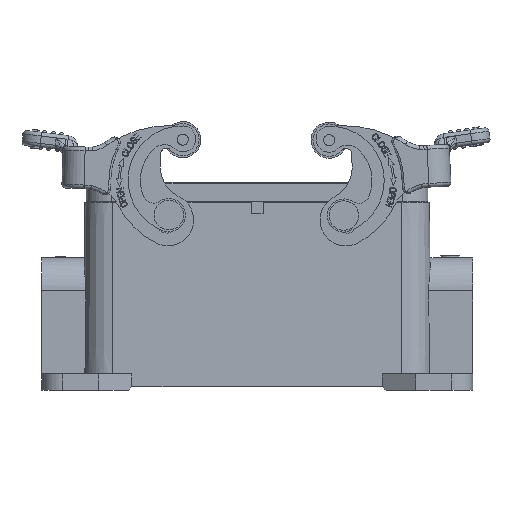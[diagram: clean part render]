
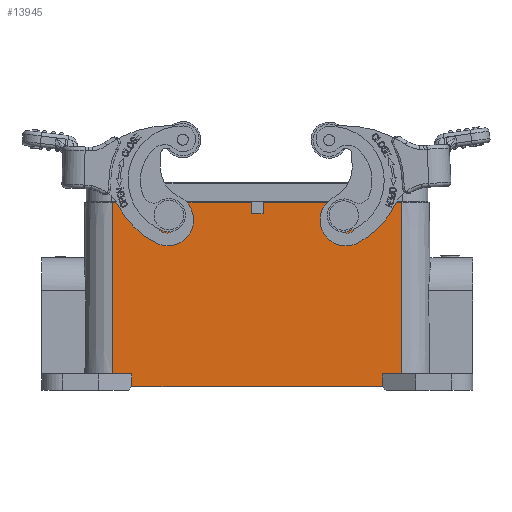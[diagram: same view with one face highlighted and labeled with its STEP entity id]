
A CAD part, front view. The second image highlights one B-rep face of the part: STEP entity #13945.
In plain terms, the highlighted planar face has unit normal (0, -1, 0.009).
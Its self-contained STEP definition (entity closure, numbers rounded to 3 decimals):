
#2274=LINE('',#46863,#4550);
#2275=LINE('',#46865,#4551);
#2287=LINE('',#46908,#4563);
#2292=LINE('',#46929,#4568);
#2299=LINE('',#46964,#4575);
#2328=LINE('',#47039,#4604);
#2331=LINE('',#47053,#4607);
#2338=LINE('',#47069,#4614);
#2472=LINE('',#47566,#4748);
#2485=LINE('',#47600,#4761);
#2487=LINE('',#47604,#4763);
#2488=LINE('',#47610,#4764);
#4550=VECTOR('',#38764,1.);
#4551=VECTOR('',#38767,1.);
#4563=VECTOR('',#38791,1.);
#4568=VECTOR('',#38802,1.);
#4575=VECTOR('',#38821,1.);
#4604=VECTOR('',#38894,1.);
#4607=VECTOR('',#38911,1.);
#4614=VECTOR('',#38922,1.);
#4748=VECTOR('',#39206,1.);
#4761=VECTOR('',#39241,1.);
#4763=VECTOR('',#39245,1.);
#4764=VECTOR('',#39252,1.);
#6637=ELLIPSE('',#35585,1.5,1.5);
#6638=ELLIPSE('',#35586,1.5,1.5);
#13002=PLANE('',#35587);
#13945=ADVANCED_FACE('',(#15977,#15978,#15979),#13002,.T.);
#15977=FACE_BOUND('',#16602,.T.);
#15978=FACE_BOUND('',#16603,.T.);
#15979=FACE_BOUND('',#16604,.T.);
#16602=EDGE_LOOP('',(#19677));
#16603=EDGE_LOOP('',(#19678));
#16604=EDGE_LOOP('',(#19679,#19680,#19681,#19682,#19683,#19684,#19685,#19686,
#19687,#19688,#19689,#19690));
#19677=ORIENTED_EDGE('',*,*,#30422,.T.);
#19678=ORIENTED_EDGE('',*,*,#30423,.T.);
#19679=ORIENTED_EDGE('',*,*,#30419,.T.);
#19680=ORIENTED_EDGE('',*,*,#30402,.T.);
#19681=ORIENTED_EDGE('',*,*,#30220,.F.);
#19682=ORIENTED_EDGE('',*,*,#30212,.T.);
#19683=ORIENTED_EDGE('',*,*,#30205,.F.);
#19684=ORIENTED_EDGE('',*,*,#30424,.T.);
#19685=ORIENTED_EDGE('',*,*,#30167,.F.);
#19686=ORIENTED_EDGE('',*,*,#30155,.T.);
#19687=ORIENTED_EDGE('',*,*,#30147,.T.);
#19688=ORIENTED_EDGE('',*,*,#30131,.T.);
#19689=ORIENTED_EDGE('',*,*,#30130,.F.);
#19690=ORIENTED_EDGE('',*,*,#30421,.F.);
#27154=VERTEX_POINT('',#46860);
#27155=VERTEX_POINT('',#46862);
#27156=VERTEX_POINT('',#46866);
#27169=VERTEX_POINT('',#46909);
#27174=VERTEX_POINT('',#46930);
#27184=VERTEX_POINT('',#46965);
#27205=VERTEX_POINT('',#47034);
#27207=VERTEX_POINT('',#47038);
#27212=VERTEX_POINT('',#47054);
#27219=VERTEX_POINT('',#47070);
#27339=VERTEX_POINT('',#47567);
#27349=VERTEX_POINT('',#47601);
#27350=VERTEX_POINT('',#47607);
#27351=VERTEX_POINT('',#47609);
#30130=EDGE_CURVE('',#27155,#27154,#2274,.T.);
#30131=EDGE_CURVE('',#27156,#27154,#2275,.T.);
#30147=EDGE_CURVE('',#27169,#27156,#2287,.T.);
#30155=EDGE_CURVE('',#27174,#27169,#2292,.T.);
#30167=EDGE_CURVE('',#27174,#27184,#2299,.T.);
#30205=EDGE_CURVE('',#27207,#27205,#2328,.T.);
#30212=EDGE_CURVE('',#27212,#27205,#2331,.T.);
#30220=EDGE_CURVE('',#27212,#27219,#2338,.T.);
#30402=EDGE_CURVE('',#27339,#27219,#2472,.T.);
#30419=EDGE_CURVE('',#27349,#27339,#2485,.T.);
#30421=EDGE_CURVE('',#27349,#27155,#2487,.T.);
#30422=EDGE_CURVE('',#27350,#27350,#6637,.T.);
#30423=EDGE_CURVE('',#27351,#27351,#6638,.T.);
#30424=EDGE_CURVE('',#27207,#27184,#2488,.T.);
#35585=AXIS2_PLACEMENT_3D('',#47606,#39248,#39249);
#35586=AXIS2_PLACEMENT_3D('',#47608,#39250,#39251);
#35587=AXIS2_PLACEMENT_3D('',#47611,#39253,#39254);
#38764=DIRECTION('',(1.,0.,0.));
#38767=DIRECTION('',(0.,-0.009,-1.));
#38791=DIRECTION('',(-1.,0.,0.));
#38802=DIRECTION('',(0.,0.009,1.));
#38821=DIRECTION('',(-1.,0.,0.));
#38894=DIRECTION('',(-1.,0.,0.));
#38911=DIRECTION('',(0.,-0.009,-1.));
#38922=DIRECTION('',(-1.,0.,0.));
#39206=DIRECTION('',(0.,-0.009,-1.));
#39241=DIRECTION('',(-1.,0.,0.));
#39245=DIRECTION('',(0.,-0.009,-1.));
#39248=DIRECTION('',(0.,1.,-0.009));
#39249=DIRECTION('',(0.,0.009,1.));
#39250=DIRECTION('',(0.,1.,-0.009));
#39251=DIRECTION('',(0.,0.009,1.));
#39252=DIRECTION('',(0.,0.009,1.));
#39253=DIRECTION('',(0.,-1.,0.009));
#39254=DIRECTION('',(-1.,0.,0.));
#46860=CARTESIAN_POINT('',(1.6,-21.526,21.5));
#46862=CARTESIAN_POINT('',(-1.6,-21.526,21.5));
#46863=CARTESIAN_POINT('',(-1.6,-21.526,21.5));
#46865=CARTESIAN_POINT('',(1.6,-21.5,24.5));
#46866=CARTESIAN_POINT('',(1.6,-21.5,24.5));
#46908=CARTESIAN_POINT('',(39.25,-21.5,24.5));
#46909=CARTESIAN_POINT('',(39.25,-21.5,24.5));
#46929=CARTESIAN_POINT('',(39.25,-21.906,-22.));
#46930=CARTESIAN_POINT('',(39.25,-21.906,-22.));
#46964=CARTESIAN_POINT('',(39.25,-21.906,-22.));
#46965=CARTESIAN_POINT('',(34.,-21.906,-22.));
#47034=CARTESIAN_POINT('',(-34.,-21.936,-25.5));
#47038=CARTESIAN_POINT('',(34.,-21.936,-25.5));
#47039=CARTESIAN_POINT('',(34.,-21.936,-25.5));
#47053=CARTESIAN_POINT('',(-34.,-21.906,-22.));
#47054=CARTESIAN_POINT('',(-34.,-21.906,-22.));
#47069=CARTESIAN_POINT('',(-34.,-21.906,-22.));
#47070=CARTESIAN_POINT('',(-39.25,-21.906,-22.));
#47566=CARTESIAN_POINT('',(-39.25,-21.5,24.5));
#47567=CARTESIAN_POINT('',(-39.25,-21.5,24.5));
#47600=CARTESIAN_POINT('',(-1.6,-21.5,24.5));
#47601=CARTESIAN_POINT('',(-1.6,-21.5,24.5));
#47604=CARTESIAN_POINT('',(-1.6,-21.5,24.5));
#47606=CARTESIAN_POINT('',(23.75,-21.531,21.));
#47607=CARTESIAN_POINT('',(23.75,-21.517,22.5));
#47608=CARTESIAN_POINT('',(-23.75,-21.531,21.));
#47609=CARTESIAN_POINT('',(-23.75,-21.517,22.5));
#47610=CARTESIAN_POINT('',(34.,-21.936,-25.5));
#47611=CARTESIAN_POINT('',(-41.628,-21.5,24.5));
